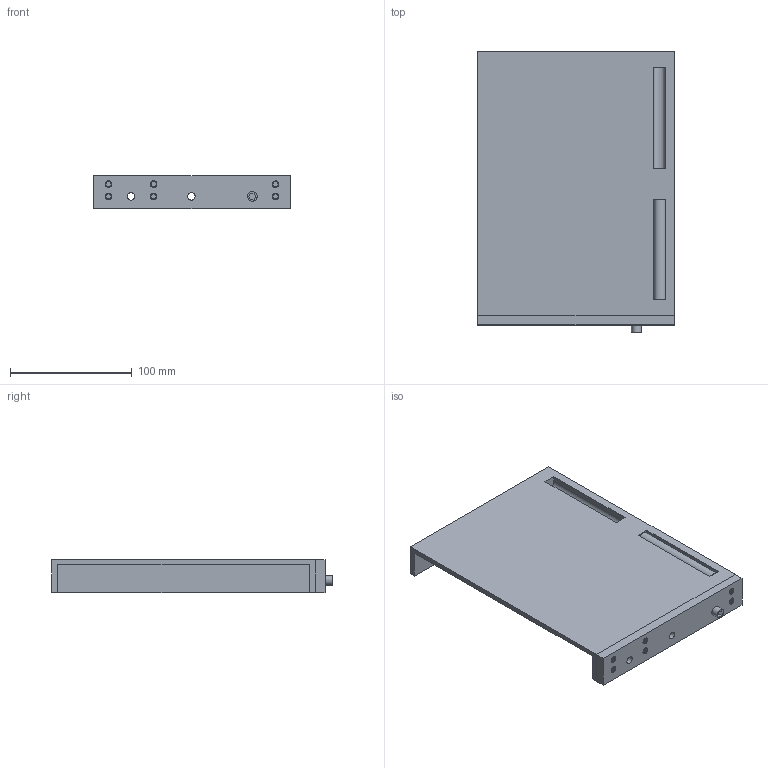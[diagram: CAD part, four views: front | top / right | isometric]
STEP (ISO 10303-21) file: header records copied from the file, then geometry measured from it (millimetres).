
FILE_DESCRIPTION(/* description */ (''),/* implementation_level */ '2;1');
FILE_NAME(/* name */ 'base v3.step',/* time_stamp */ '2022-12-06T00:14:52-05:00',/* author */ (''),/* organization */ (''),/* preprocessor_version */ 'ST-DEVELOPER v19.2',/* originating_system */ 'Autodesk Translation Framework v11.17.0.187',/* authorisation */ '');
FILE_SCHEMA (('AUTOMOTIVE_DESIGN { 1 0 10303 214 3 1 1 }'));
Length unit declared in the file: millimetre
Products named in the file (7): base; Left; Right; Base_1; Rollor; Screw; Nut
Assembly tree (6 placements, depth 2):
  base
    Left
    Right
    Base_1
    Rollor
    Screw
    Nut
Bounding box: 161 x 230.27 x 27.1 mm (x, y, z)
Volume: 284432.9 mm3; surface area: 128851.8 mm2
Topology: 5 solids, 5 shells, 252 faces, 708 edges, 472 vertices
Faces by surface type: cylinder 181, plane 55, bspline 16
Full cylindrical faces by diameter (mm): 3.99 x2, 4.434 x45, 4.901 x4, 5.32 x51, 6 x1, 6.2 x9, 8 x1, 10 x1
Entity records: 22546 total; most frequent: CARTESIAN_POINT 16477, ORIENTED_EDGE 1416, DIRECTION 904, EDGE_CURVE 708, VERTEX_POINT 472, B_SPLINE_CURVE_WITH_KNOTS 364, AXIS2_PLACEMENT_3D 311, EDGE_LOOP 290
